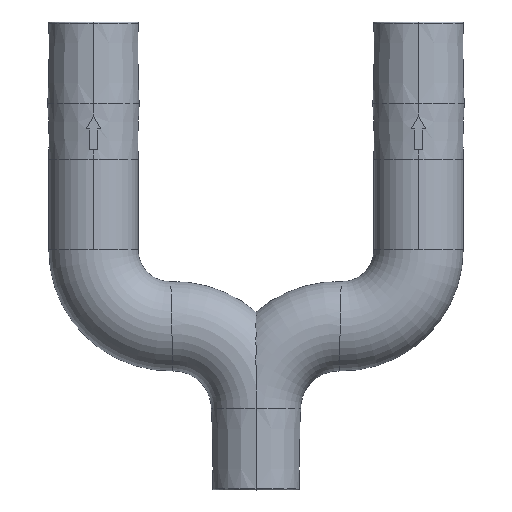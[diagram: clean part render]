
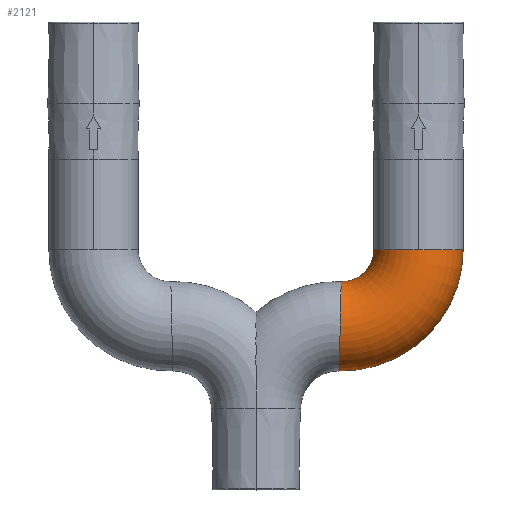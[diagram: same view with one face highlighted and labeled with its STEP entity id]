
A CAD part, top view. The second image highlights one B-rep face of the part: STEP entity #2121.
In plain terms, the highlighted toroidal (fillet/blend) face has major radius 18.868 mm and minor radius 11 mm.
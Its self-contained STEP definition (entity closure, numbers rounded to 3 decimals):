
#432 = ORIENTED_EDGE ( 'NONE', *, *, #6307, .T. ) ;
#470 = EDGE_CURVE ( 'NONE', #1798, #1938, #6471, .T. ) ;
#807 = DIRECTION ( 'NONE',  ( -1., 0., 0. ) ) ;
#1164 = CARTESIAN_POINT ( 'NONE',  ( 0., -2., 11. ) ) ;
#1346 = CARTESIAN_POINT ( 'NONE',  ( -11., -2., 0. ) ) ;
#1361 = CARTESIAN_POINT ( 'NONE',  ( -18.868, -2., 0. ) ) ;
#1759 = CARTESIAN_POINT ( 'NONE',  ( -19.515, -31.861, 0. ) ) ;
#1798 = VERTEX_POINT ( 'NONE', #1346 ) ;
#1811 = DIRECTION ( 'NONE',  ( 0., 0., -1. ) ) ;
#1889 = EDGE_LOOP ( 'NONE', ( #4513, #4882, #432, #2510, #5997 ) ) ;
#1938 = VERTEX_POINT ( 'NONE', #5351 ) ;
#2121 = ADVANCED_FACE ( 'NONE', ( #3200 ), #8082, .T. ) ;
#2510 = ORIENTED_EDGE ( 'NONE', *, *, #470, .T. ) ;
#2922 = AXIS2_PLACEMENT_3D ( 'NONE', #1361, #5856, #807 ) ;
#3090 = CARTESIAN_POINT ( 'NONE',  ( -18.868, -2., 0. ) ) ;
#3200 = FACE_OUTER_BOUND ( 'NONE', #1889, .T. ) ;
#3748 = EDGE_CURVE ( 'NONE', #4618, #1938, #4712, .T. ) ;
#3793 = CARTESIAN_POINT ( 'NONE',  ( 11., -2., 0. ) ) ;
#4175 = DIRECTION ( 'NONE',  ( 0., 0., -1. ) ) ;
#4190 = AXIS2_PLACEMENT_3D ( 'NONE', #8286, #6413, #5774 ) ;
#4197 = DIRECTION ( 'NONE',  ( 0., -1., 0. ) ) ;
#4513 = ORIENTED_EDGE ( 'NONE', *, *, #4623, .F. ) ;
#4542 = CARTESIAN_POINT ( 'NONE',  ( 0., -2., 0. ) ) ;
#4618 = VERTEX_POINT ( 'NONE', #1759 ) ;
#4623 = EDGE_CURVE ( 'NONE', #6411, #4618, #5893, .T. ) ;
#4631 = DIRECTION ( 'NONE',  ( 0., 0., -1. ) ) ;
#4712 = CIRCLE ( 'NONE', #7585, 11. ) ;
#4797 = EDGE_CURVE ( 'NONE', #6411, #6675, #5483, .T. ) ;
#4882 = ORIENTED_EDGE ( 'NONE', *, *, #4797, .T. ) ;
#5001 = CARTESIAN_POINT ( 'NONE',  ( 0., -2., 0. ) ) ;
#5007 = DIRECTION ( 'NONE',  ( -1., 0., 0. ) ) ;
#5022 = CARTESIAN_POINT ( 'NONE',  ( -19.277, -20.864, 0. ) ) ;
#5351 = CARTESIAN_POINT ( 'NONE',  ( -19.039, -9.866, 0. ) ) ;
#5483 = CIRCLE ( 'NONE', #7642, 11. ) ;
#5774 = DIRECTION ( 'NONE',  ( -1., 0., 0. ) ) ;
#5856 = DIRECTION ( 'NONE',  ( 0., 0., -1. ) ) ;
#5893 = CIRCLE ( 'NONE', #7956, 29.868 ) ;
#5997 = ORIENTED_EDGE ( 'NONE', *, *, #3748, .F. ) ;
#6203 = CIRCLE ( 'NONE', #7460, 11. ) ;
#6307 = EDGE_CURVE ( 'NONE', #6675, #1798, #6203, .T. ) ;
#6411 = VERTEX_POINT ( 'NONE', #3793 ) ;
#6413 = DIRECTION ( 'NONE',  ( 0., 0., -1. ) ) ;
#6471 = CIRCLE ( 'NONE', #4190, 7.868 ) ;
#6569 = DIRECTION ( 'NONE',  ( 0., -1., 0. ) ) ;
#6675 = VERTEX_POINT ( 'NONE', #1164 ) ;
#7014 = DIRECTION ( 'NONE',  ( -1., 0.022, 0. ) ) ;
#7460 = AXIS2_PLACEMENT_3D ( 'NONE', #5001, #4197, #4175 ) ;
#7585 = AXIS2_PLACEMENT_3D ( 'NONE', #5022, #7014, #8227 ) ;
#7642 = AXIS2_PLACEMENT_3D ( 'NONE', #4542, #6569, #4631 ) ;
#7956 = AXIS2_PLACEMENT_3D ( 'NONE', #3090, #1811, #5007 ) ;
#8082 = TOROIDAL_SURFACE ( 'NONE', #2922, 18.868, 11. ) ;
#8227 = DIRECTION ( 'NONE',  ( 0., 0., -1. ) ) ;
#8286 = CARTESIAN_POINT ( 'NONE',  ( -18.868, -2., 0. ) ) ;
